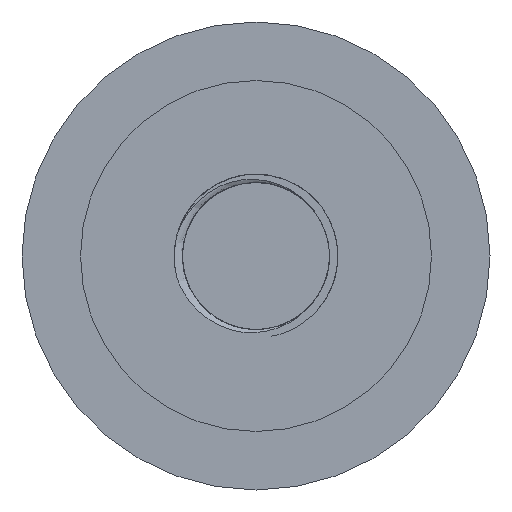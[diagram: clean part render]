
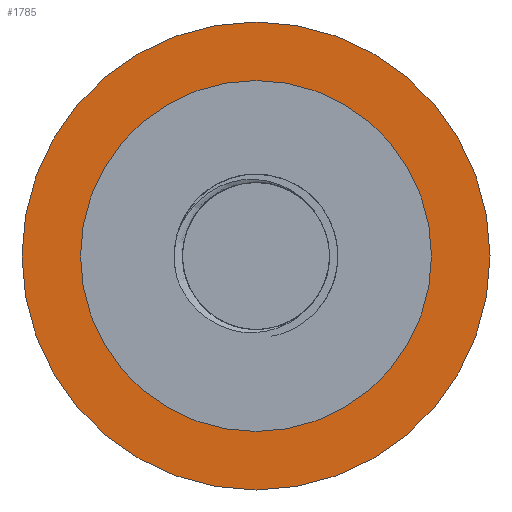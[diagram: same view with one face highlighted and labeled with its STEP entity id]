
A CAD part, front view. The second image highlights one B-rep face of the part: STEP entity #1785.
In plain terms, the highlighted planar face has unit normal (0, -1, 0).
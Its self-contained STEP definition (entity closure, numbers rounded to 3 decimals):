
#18=FACE_BOUND('',#229,.T.);
#25=PLANE('',#1910);
#127=FACE_OUTER_BOUND('',#228,.T.);
#228=EDGE_LOOP('',(#1599));
#229=EDGE_LOOP('',(#1600));
#243=CIRCLE('',#1903,6.);
#246=CIRCLE('',#1908,8.);
#769=VERTEX_POINT('',#8091);
#772=VERTEX_POINT('',#8100);
#1043=EDGE_CURVE('',#769,#769,#243,.T.);
#1048=EDGE_CURVE('',#772,#772,#246,.T.);
#1599=ORIENTED_EDGE('',*,*,#1048,.F.);
#1600=ORIENTED_EDGE('',*,*,#1043,.T.);
#1785=ADVANCED_FACE('',(#127,#18),#25,.F.);
#1903=AXIS2_PLACEMENT_3D('',#8092,#2200,#2201);
#1908=AXIS2_PLACEMENT_3D('',#8102,#2212,#2213);
#1910=AXIS2_PLACEMENT_3D('',#8104,#2216,#2217);
#2200=DIRECTION('center_axis',(0.,1.,0.));
#2201=DIRECTION('ref_axis',(1.,0.,0.));
#2212=DIRECTION('center_axis',(0.,1.,0.));
#2213=DIRECTION('ref_axis',(1.,0.,0.));
#2216=DIRECTION('center_axis',(0.,1.,0.));
#2217=DIRECTION('ref_axis',(1.,0.,0.));
#8091=CARTESIAN_POINT('',(-6.,29.5,0.));
#8092=CARTESIAN_POINT('Origin',(0.,29.5,0.));
#8100=CARTESIAN_POINT('',(-8.,29.5,0.));
#8102=CARTESIAN_POINT('Origin',(0.,29.5,0.));
#8104=CARTESIAN_POINT('Origin',(0.,29.5,0.));
